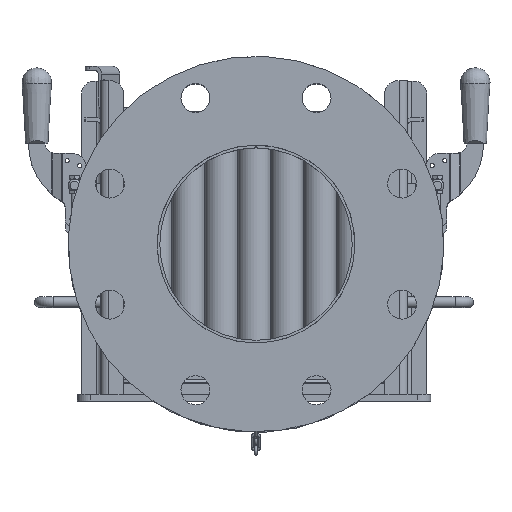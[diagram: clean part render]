
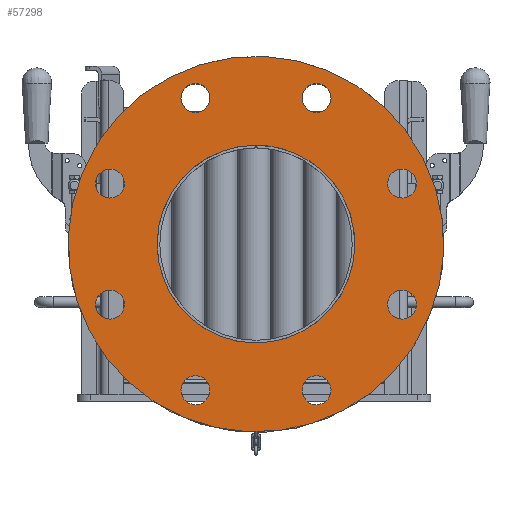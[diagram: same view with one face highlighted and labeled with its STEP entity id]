
A CAD part, top view. The second image highlights one B-rep face of the part: STEP entity #57298.
In plain terms, the highlighted planar face has unit normal (0, 0, 1).
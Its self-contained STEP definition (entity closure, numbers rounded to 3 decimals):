
#1059=FACE_BOUND('',#11384,.T.);
#1060=FACE_BOUND('',#11385,.T.);
#1061=FACE_BOUND('',#11386,.T.);
#1062=FACE_BOUND('',#11387,.T.);
#1063=FACE_BOUND('',#11388,.T.);
#1064=FACE_BOUND('',#11389,.T.);
#1065=FACE_BOUND('',#11390,.T.);
#1066=FACE_BOUND('',#11391,.T.);
#1067=FACE_BOUND('',#11392,.T.);
#1068=FACE_BOUND('',#11393,.T.);
#3232=CIRCLE('',#61481,1.1);
#3233=CIRCLE('',#61482,1.1);
#3234=CIRCLE('',#61483,1.1);
#3235=CIRCLE('',#61484,1.1);
#3236=CIRCLE('',#61485,1.1);
#3237=CIRCLE('',#61486,1.1);
#3238=CIRCLE('',#61487,1.1);
#3239=CIRCLE('',#61488,1.1);
#3240=CIRCLE('',#61489,7.5);
#3241=CIRCLE('',#61490,14.25);
#5150=PLANE('',#61480);
#11384=EDGE_LOOP('',(#43763));
#11385=EDGE_LOOP('',(#43764));
#11386=EDGE_LOOP('',(#43765));
#11387=EDGE_LOOP('',(#43766));
#11388=EDGE_LOOP('',(#43767));
#11389=EDGE_LOOP('',(#43768));
#11390=EDGE_LOOP('',(#43769));
#11391=EDGE_LOOP('',(#43770));
#11392=EDGE_LOOP('',(#43771));
#11393=EDGE_LOOP('',(#43772));
#25831=VERTEX_POINT('',#93766);
#25832=VERTEX_POINT('',#93768);
#25833=VERTEX_POINT('',#93770);
#25834=VERTEX_POINT('',#93772);
#25835=VERTEX_POINT('',#93774);
#25836=VERTEX_POINT('',#93776);
#25837=VERTEX_POINT('',#93778);
#25838=VERTEX_POINT('',#93780);
#25839=VERTEX_POINT('',#93782);
#25840=VERTEX_POINT('',#93784);
#32336=EDGE_CURVE('',#25831,#25831,#3232,.T.);
#32337=EDGE_CURVE('',#25832,#25832,#3233,.T.);
#32338=EDGE_CURVE('',#25833,#25833,#3234,.T.);
#32339=EDGE_CURVE('',#25834,#25834,#3235,.T.);
#32340=EDGE_CURVE('',#25835,#25835,#3236,.T.);
#32341=EDGE_CURVE('',#25836,#25836,#3237,.T.);
#32342=EDGE_CURVE('',#25837,#25837,#3238,.T.);
#32343=EDGE_CURVE('',#25838,#25838,#3239,.T.);
#32344=EDGE_CURVE('',#25839,#25839,#3240,.T.);
#32345=EDGE_CURVE('',#25840,#25840,#3241,.T.);
#43763=ORIENTED_EDGE('',*,*,#32336,.T.);
#43764=ORIENTED_EDGE('',*,*,#32337,.T.);
#43765=ORIENTED_EDGE('',*,*,#32338,.T.);
#43766=ORIENTED_EDGE('',*,*,#32339,.T.);
#43767=ORIENTED_EDGE('',*,*,#32340,.T.);
#43768=ORIENTED_EDGE('',*,*,#32341,.T.);
#43769=ORIENTED_EDGE('',*,*,#32342,.T.);
#43770=ORIENTED_EDGE('',*,*,#32343,.T.);
#43771=ORIENTED_EDGE('',*,*,#32344,.T.);
#43772=ORIENTED_EDGE('',*,*,#32345,.F.);
#57298=ADVANCED_FACE('',(#1059,#1060,#1061,#1062,#1063,#1064,#1065,#1066,
#1067,#1068),#5150,.F.);
#61480=AXIS2_PLACEMENT_3D('',#93765,#70117,#70118);
#61481=AXIS2_PLACEMENT_3D('',#93767,#70119,#70120);
#61482=AXIS2_PLACEMENT_3D('',#93769,#70121,#70122);
#61483=AXIS2_PLACEMENT_3D('',#93771,#70123,#70124);
#61484=AXIS2_PLACEMENT_3D('',#93773,#70125,#70126);
#61485=AXIS2_PLACEMENT_3D('',#93775,#70127,#70128);
#61486=AXIS2_PLACEMENT_3D('',#93777,#70129,#70130);
#61487=AXIS2_PLACEMENT_3D('',#93779,#70131,#70132);
#61488=AXIS2_PLACEMENT_3D('',#93781,#70133,#70134);
#61489=AXIS2_PLACEMENT_3D('',#93783,#70135,#70136);
#61490=AXIS2_PLACEMENT_3D('',#93785,#70137,#70138);
#70117=DIRECTION('center_axis',(0.,0.,
-1.));
#70118=DIRECTION('ref_axis',(-0.383,-0.924,0.));
#70119=DIRECTION('center_axis',(0.,0.,
-1.));
#70120=DIRECTION('ref_axis',(-0.924,-0.383,0.));
#70121=DIRECTION('center_axis',(0.,0.,
-1.));
#70122=DIRECTION('ref_axis',(-0.924,0.383,0.));
#70123=DIRECTION('center_axis',(0.,0.,
-1.));
#70124=DIRECTION('ref_axis',(-0.383,0.924,0.));
#70125=DIRECTION('center_axis',(0.,0.,
-1.));
#70126=DIRECTION('ref_axis',(0.383,0.924,0.));
#70127=DIRECTION('center_axis',(0.,0.,
-1.));
#70128=DIRECTION('ref_axis',(0.924,0.383,0.));
#70129=DIRECTION('center_axis',(0.,0.,
-1.));
#70130=DIRECTION('ref_axis',(0.924,-0.383,0.));
#70131=DIRECTION('center_axis',(0.,0.,
-1.));
#70132=DIRECTION('ref_axis',(0.383,-0.924,0.));
#70133=DIRECTION('center_axis',(0.,0.,
-1.));
#70134=DIRECTION('ref_axis',(-0.383,-0.924,0.));
#70135=DIRECTION('center_axis',(0.,0.,
-1.));
#70136=DIRECTION('ref_axis',(-0.383,-0.924,0.));
#70137=DIRECTION('center_axis',(0.,0.,
-1.));
#70138=DIRECTION('ref_axis',(-0.383,-0.924,0.));
#93765=CARTESIAN_POINT('Origin',(0.,0.,
25.));
#93766=CARTESIAN_POINT('',(-3.576,11.508,25.));
#93767=CARTESIAN_POINT('Origin',(-4.592,11.087,25.));
#93768=CARTESIAN_POINT('',(5.608,10.666,25.));
#93769=CARTESIAN_POINT('Origin',(4.592,11.087,25.));
#93770=CARTESIAN_POINT('',(11.508,3.576,25.));
#93771=CARTESIAN_POINT('Origin',(11.087,4.592,25.));
#93772=CARTESIAN_POINT('',(10.666,-5.608,25.));
#93773=CARTESIAN_POINT('Origin',(11.087,-4.592,25.));
#93774=CARTESIAN_POINT('',(3.576,-11.508,25.));
#93775=CARTESIAN_POINT('Origin',(4.592,-11.087,25.));
#93776=CARTESIAN_POINT('',(-5.608,-10.666,25.));
#93777=CARTESIAN_POINT('Origin',(-4.592,-11.087,25.));
#93778=CARTESIAN_POINT('',(-11.508,-3.576,25.));
#93779=CARTESIAN_POINT('Origin',(-11.087,-4.592,25.));
#93780=CARTESIAN_POINT('',(-10.666,5.608,25.));
#93781=CARTESIAN_POINT('Origin',(-11.087,4.592,25.));
#93782=CARTESIAN_POINT('',(2.87,6.929,25.));
#93783=CARTESIAN_POINT('Origin',(0.,0.,
25.));
#93784=CARTESIAN_POINT('',(5.453,13.165,25.));
#93785=CARTESIAN_POINT('Origin',(0.,0.,
25.));
